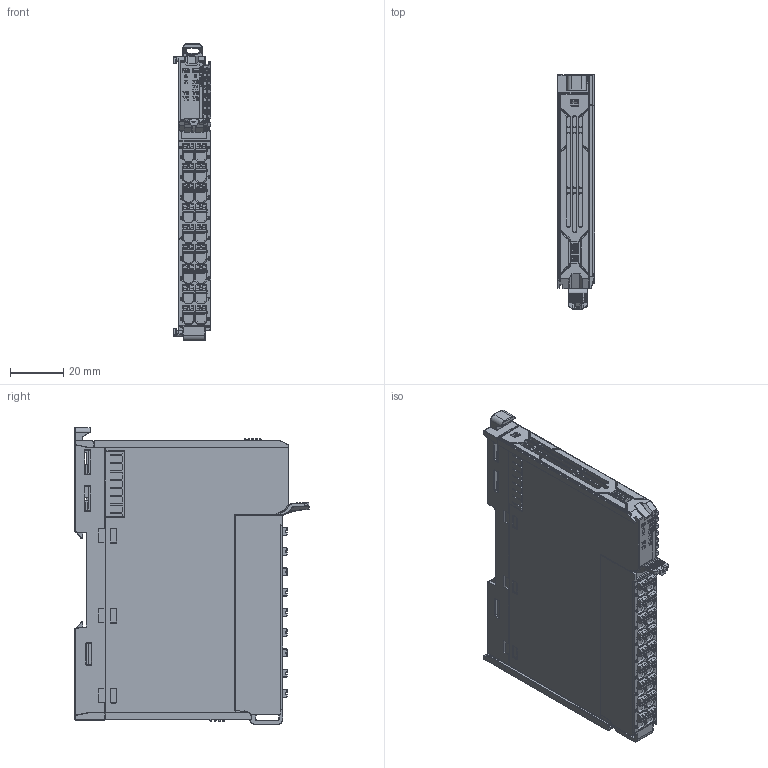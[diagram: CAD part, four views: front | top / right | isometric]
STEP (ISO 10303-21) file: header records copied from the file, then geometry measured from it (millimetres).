
FILE_DESCRIPTION(/* description */ (''),/* implementation_level */ '2;1');
FILE_NAME(/* name */ 'XF-E1HSC.stp',/* time_stamp */ '2024-12-16T09:06:08+08:00',/* author */ (''),/* organization */ (''),/* preprocessor_version */ 'ST-DEVELOPER v16.7',/* originating_system */ 'SIEMENS PLM Software NX 12.0',/* authorisation */ '');
FILE_SCHEMA (('AUTOMOTIVE_DESIGN { 1 0 10303 214 3 1 1 1 }'));
Products named in the file (1): XF-E4TC_E4RTD__stp
Bounding box: 14 x 87.88 x 111.44 mm (x, y, z)
Volume: 90746.2 mm3; surface area: 43416.2 mm2
Topology: 20 solids, 1001 shells, 7521 faces, 20618 edges, 14122 vertices
Faces by surface type: cylinder 2929, plane 2356, bspline 1126, sphere 567, torus 510, cone 28, extrusion 5
Entity records: 290207 total; most frequent: CARTESIAN_POINT 105900, ORIENTED_EDGE 35785, DIRECTION 34039, EDGE_CURVE 20585, VERTEX_POINT 14122, AXIS2_PLACEMENT_3D 12118, VECTOR 9803, LINE 9798
